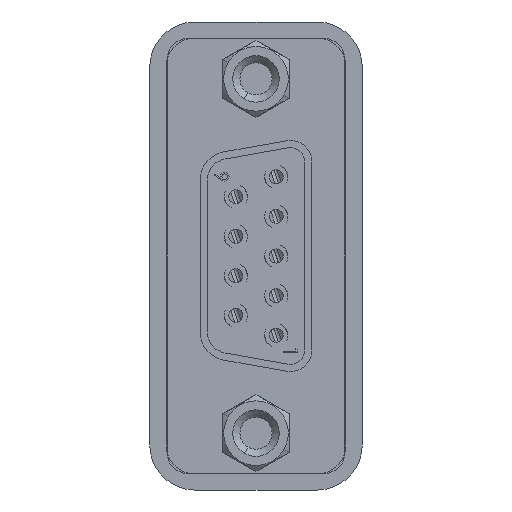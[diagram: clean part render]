
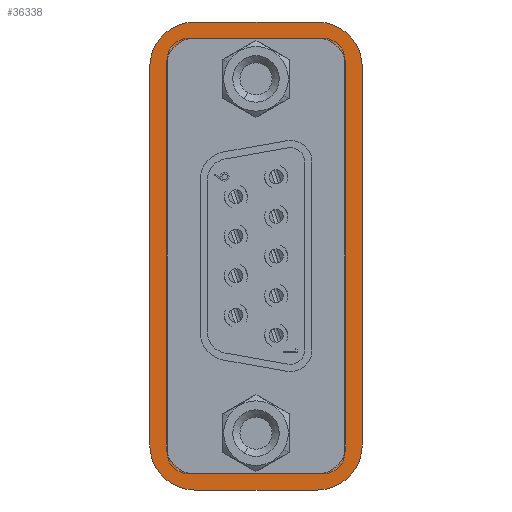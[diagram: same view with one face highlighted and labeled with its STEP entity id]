
A CAD part, front view. The second image highlights one B-rep face of the part: STEP entity #36338.
In plain terms, the highlighted face is planar.
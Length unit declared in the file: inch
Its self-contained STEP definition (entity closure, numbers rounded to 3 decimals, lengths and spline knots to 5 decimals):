
#14302 = CARTESIAN_POINT ( 'NONE',  ( 0.525, 0.295, 0. ) ) ;
#14361 = CARTESIAN_POINT ( 'NONE',  ( -0.525, 0.295, 0. ) ) ;
#16031 = LINE ( 'NONE', #17888, #16034 ) ;
#16034 = VECTOR ( 'NONE', #17889, 39.37008 ) ;
#16072 = LINE ( 'NONE', #17928, #16074 ) ;
#16074 = VECTOR ( 'NONE', #17929, 39.37008 ) ;
#16108 = CIRCLE ( 'NONE', #68533, 0.08 ) ;
#16114 = LINE ( 'NONE', #17999, #16116 ) ;
#16116 = VECTOR ( 'NONE', #18000, 39.37008 ) ;
#16119 = LINE ( 'NONE', #18011, #16122 ) ;
#16121 = LINE ( 'NONE', #18014, #16125 ) ;
#16122 = VECTOR ( 'NONE', #18013, 39.37008 ) ;
#16123 = CIRCLE ( 'NONE', #68535, 0.08 ) ;
#16124 = LINE ( 'NONE', #18019, #16128 ) ;
#16125 = VECTOR ( 'NONE', #18012, 39.37008 ) ;
#16126 = CIRCLE ( 'NONE', #68537, 0.08 ) ;
#16127 = LINE ( 'NONE', #18024, #16131 ) ;
#16128 = VECTOR ( 'NONE', #18018, 39.37008 ) ;
#16129 = CIRCLE ( 'NONE', #68539, 0.08 ) ;
#16130 = CIRCLE ( 'NONE', #68541, 0.125 ) ;
#16131 = VECTOR ( 'NONE', #18023, 39.37008 ) ;
#16132 = CIRCLE ( 'NONE', #68547, 0.125 ) ;
#16133 = CIRCLE ( 'NONE', #68543, 0.125 ) ;
#16134 = CIRCLE ( 'NONE', #68545, 0.125 ) ;
#16135 = LINE ( 'NONE', #18034, #16137 ) ;
#16137 = VECTOR ( 'NONE', #18035, 39.37008 ) ;
#17888 = CARTESIAN_POINT ( 'NONE',  ( 0.65, 0.295, 0. ) ) ;
#17889 = DIRECTION ( 'NONE',  ( 1., 0., 0. ) ) ;
#17928 = CARTESIAN_POINT ( 'NONE',  ( 0.65, -0.295, 0. ) ) ;
#17929 = DIRECTION ( 'NONE',  ( 1., 0., 0. ) ) ;
#17999 = CARTESIAN_POINT ( 'NONE',  ( -0.65, 0.295, 0. ) ) ;
#18000 = DIRECTION ( 'NONE',  ( 0., -1., 0. ) ) ;
#18011 = CARTESIAN_POINT ( 'NONE',  ( 0.525, 0.25, 0. ) ) ;
#18012 = DIRECTION ( 'NONE',  ( 0., 1., 0. ) ) ;
#18013 = DIRECTION ( 'NONE',  ( -1., 0., 0. ) ) ;
#18014 = CARTESIAN_POINT ( 'NONE',  ( 0.605, -0.17, 0. ) ) ;
#18015 = CARTESIAN_POINT ( 'NONE',  ( 0.525, 0.17, 0. ) ) ;
#18016 = DIRECTION ( 'NONE',  ( 0., 0., 1. ) ) ;
#18017 = DIRECTION ( 'NONE',  ( 1., 0., 0. ) ) ;
#18018 = DIRECTION ( 'NONE',  ( 1., 0., 0. ) ) ;
#18019 = CARTESIAN_POINT ( 'NONE',  ( -0.525, -0.25, 0. ) ) ;
#18020 = CARTESIAN_POINT ( 'NONE',  ( 0.525, -0.17, 0. ) ) ;
#18021 = DIRECTION ( 'NONE',  ( 0., 0., 1. ) ) ;
#18022 = DIRECTION ( 'NONE',  ( 1., 0., 0. ) ) ;
#18023 = DIRECTION ( 'NONE',  ( 0., -1., 0. ) ) ;
#18024 = CARTESIAN_POINT ( 'NONE',  ( -0.605, 0.17, 0. ) ) ;
#18025 = CARTESIAN_POINT ( 'NONE',  ( -0.525, -0.17, 0. ) ) ;
#18026 = DIRECTION ( 'NONE',  ( 0., 0., 1. ) ) ;
#18027 = DIRECTION ( 'NONE',  ( 1., 0., 0. ) ) ;
#18028 = CARTESIAN_POINT ( 'NONE',  ( -0.525, 0.17, 0. ) ) ;
#18029 = DIRECTION ( 'NONE',  ( 0., 0., 1. ) ) ;
#18030 = DIRECTION ( 'NONE',  ( 1., 0., 0. ) ) ;
#18031 = CARTESIAN_POINT ( 'NONE',  ( -0.525, 0.17, 0. ) ) ;
#18032 = DIRECTION ( 'NONE',  ( 0., 0., 1. ) ) ;
#18033 = DIRECTION ( 'NONE',  ( -1., 0., 0. ) ) ;
#18034 = CARTESIAN_POINT ( 'NONE',  ( 0.65, 0.295, 0. ) ) ;
#18035 = DIRECTION ( 'NONE',  ( 0., -1., 0. ) ) ;
#18036 = CARTESIAN_POINT ( 'NONE',  ( -0.525, -0.17, 0. ) ) ;
#18037 = DIRECTION ( 'NONE',  ( 0., 0., 1. ) ) ;
#18038 = DIRECTION ( 'NONE',  ( -1., 0., 0. ) ) ;
#18040 = CARTESIAN_POINT ( 'NONE',  ( 0.525, -0.17, 0. ) ) ;
#18041 = DIRECTION ( 'NONE',  ( 0., 0., 1. ) ) ;
#18042 = DIRECTION ( 'NONE',  ( -1., 0., 0. ) ) ;
#18046 = CARTESIAN_POINT ( 'NONE',  ( 0.525, 0.17, 0. ) ) ;
#18047 = DIRECTION ( 'NONE',  ( 0., 0., 1. ) ) ;
#18048 = DIRECTION ( 'NONE',  ( -1., 0., 0. ) ) ;
#20871 = CARTESIAN_POINT ( 'NONE',  ( -0.525, -0.25, 0. ) ) ;
#20877 = CARTESIAN_POINT ( 'NONE',  ( -0.525, -0.295, 0. ) ) ;
#20920 = CARTESIAN_POINT ( 'NONE',  ( 0.525, -0.295, 0. ) ) ;
#21100 = CARTESIAN_POINT ( 'NONE',  ( -0.65, -0.17, 0. ) ) ;
#21101 = CARTESIAN_POINT ( 'NONE',  ( -0.65, 0.17, 0. ) ) ;
#21103 = CARTESIAN_POINT ( 'NONE',  ( 0.605, 0.17, 0. ) ) ;
#21104 = CARTESIAN_POINT ( 'NONE',  ( -0.525, 0.25, 0. ) ) ;
#21105 = CARTESIAN_POINT ( 'NONE',  ( 0.525, -0.25, 0. ) ) ;
#21109 = CARTESIAN_POINT ( 'NONE',  ( 0.525, 0.25, 0. ) ) ;
#21112 = CARTESIAN_POINT ( 'NONE',  ( -0.605, -0.17, 0. ) ) ;
#21113 = CARTESIAN_POINT ( 'NONE',  ( 0.605, -0.17, 0. ) ) ;
#21114 = CARTESIAN_POINT ( 'NONE',  ( -0.605, 0.17, 0. ) ) ;
#21115 = CARTESIAN_POINT ( 'NONE',  ( 0.65, 0.17, 0. ) ) ;
#21116 = CARTESIAN_POINT ( 'NONE',  ( 0.65, -0.17, 0. ) ) ;
#34757 = EDGE_LOOP ( 'NONE', ( #41514, #41515, #41516, #41517, #41518, #41519, #41520, #41521 ) ) ;
#34761 = EDGE_LOOP ( 'NONE', ( #41522, #41523, #41524, #41525, #41526, #41527, #41528, #41529 ) ) ;
#36338 = ADVANCED_FACE ( 'NONE', ( #61143, #61147 ), #62732, .F. ) ;
#38313 = VERTEX_POINT ( 'NONE', #14302 ) ;
#38372 = VERTEX_POINT ( 'NONE', #14361 ) ;
#39575 = EDGE_CURVE ( 'NONE', #38372, #38313, #16031, .T. ) ;
#39597 = EDGE_CURVE ( 'NONE', #40409, #40452, #16072, .T. ) ;
#39625 = EDGE_CURVE ( 'NONE', #40633, #40632, #16114, .T. ) ;
#39628 = EDGE_CURVE ( 'NONE', #40641, #40636, #16119, .T. ) ;
#39629 = EDGE_CURVE ( 'NONE', #40635, #40641, #16108, .T. ) ;
#39630 = EDGE_CURVE ( 'NONE', #40645, #40635, #16121, .T. ) ;
#39631 = EDGE_CURVE ( 'NONE', #40637, #40645, #16123, .T. ) ;
#39632 = EDGE_CURVE ( 'NONE', #40403, #40637, #16124, .T. ) ;
#39633 = EDGE_CURVE ( 'NONE', #40644, #40403, #16126, .T. ) ;
#39634 = EDGE_CURVE ( 'NONE', #40646, #40644, #16127, .T. ) ;
#39635 = EDGE_CURVE ( 'NONE', #40636, #40646, #16129, .T. ) ;
#39636 = EDGE_CURVE ( 'NONE', #38372, #40633, #16130, .T. ) ;
#39637 = EDGE_CURVE ( 'NONE', #40632, #40409, #16133, .T. ) ;
#39638 = EDGE_CURVE ( 'NONE', #40452, #40648, #16134, .T. ) ;
#39639 = EDGE_CURVE ( 'NONE', #40647, #40648, #16135, .T. ) ;
#39640 = EDGE_CURVE ( 'NONE', #40647, #38313, #16132, .T. ) ;
#40403 = VERTEX_POINT ( 'NONE', #20871 ) ;
#40409 = VERTEX_POINT ( 'NONE', #20877 ) ;
#40452 = VERTEX_POINT ( 'NONE', #20920 ) ;
#40632 = VERTEX_POINT ( 'NONE', #21100 ) ;
#40633 = VERTEX_POINT ( 'NONE', #21101 ) ;
#40635 = VERTEX_POINT ( 'NONE', #21103 ) ;
#40636 = VERTEX_POINT ( 'NONE', #21104 ) ;
#40637 = VERTEX_POINT ( 'NONE', #21105 ) ;
#40641 = VERTEX_POINT ( 'NONE', #21109 ) ;
#40644 = VERTEX_POINT ( 'NONE', #21112 ) ;
#40645 = VERTEX_POINT ( 'NONE', #21113 ) ;
#40646 = VERTEX_POINT ( 'NONE', #21114 ) ;
#40647 = VERTEX_POINT ( 'NONE', #21115 ) ;
#40648 = VERTEX_POINT ( 'NONE', #21116 ) ;
#41514 = ORIENTED_EDGE ( 'NONE', *, *, #39628, .F. ) ;
#41515 = ORIENTED_EDGE ( 'NONE', *, *, #39629, .F. ) ;
#41516 = ORIENTED_EDGE ( 'NONE', *, *, #39630, .F. ) ;
#41517 = ORIENTED_EDGE ( 'NONE', *, *, #39631, .F. ) ;
#41518 = ORIENTED_EDGE ( 'NONE', *, *, #39632, .F. ) ;
#41519 = ORIENTED_EDGE ( 'NONE', *, *, #39633, .F. ) ;
#41520 = ORIENTED_EDGE ( 'NONE', *, *, #39634, .F. ) ;
#41521 = ORIENTED_EDGE ( 'NONE', *, *, #39635, .F. ) ;
#41522 = ORIENTED_EDGE ( 'NONE', *, *, #39575, .F. ) ;
#41523 = ORIENTED_EDGE ( 'NONE', *, *, #39636, .T. ) ;
#41524 = ORIENTED_EDGE ( 'NONE', *, *, #39625, .T. ) ;
#41525 = ORIENTED_EDGE ( 'NONE', *, *, #39637, .T. ) ;
#41526 = ORIENTED_EDGE ( 'NONE', *, *, #39597, .T. ) ;
#41527 = ORIENTED_EDGE ( 'NONE', *, *, #39638, .T. ) ;
#41528 = ORIENTED_EDGE ( 'NONE', *, *, #39639, .F. ) ;
#41529 = ORIENTED_EDGE ( 'NONE', *, *, #39640, .T. ) ;
#61143 = FACE_BOUND ( 'NONE', #34757, .T. ) ;
#61147 = FACE_OUTER_BOUND ( 'NONE', #34761, .T. ) ;
#62724 = DIRECTION ( 'NONE',  ( 0., 0., -1. ) ) ;
#62729 = CARTESIAN_POINT ( 'NONE',  ( 0.65, 0.295, 0. ) ) ;
#62732 = PLANE ( 'NONE',  #69027 ) ;
#62736 = DIRECTION ( 'NONE',  ( -1., 0., 0. ) ) ;
#68533 = AXIS2_PLACEMENT_3D ( 'NONE', #18015, #18016, #18017 ) ;
#68535 = AXIS2_PLACEMENT_3D ( 'NONE', #18020, #18021, #18022 ) ;
#68537 = AXIS2_PLACEMENT_3D ( 'NONE', #18025, #18026, #18027 ) ;
#68539 = AXIS2_PLACEMENT_3D ( 'NONE', #18028, #18029, #18030 ) ;
#68541 = AXIS2_PLACEMENT_3D ( 'NONE', #18031, #18032, #18033 ) ;
#68543 = AXIS2_PLACEMENT_3D ( 'NONE', #18036, #18037, #18038 ) ;
#68545 = AXIS2_PLACEMENT_3D ( 'NONE', #18040, #18041, #18042 ) ;
#68547 = AXIS2_PLACEMENT_3D ( 'NONE', #18046, #18047, #18048 ) ;
#69027 = AXIS2_PLACEMENT_3D ( 'NONE', #62729, #62724, #62736 ) ;
